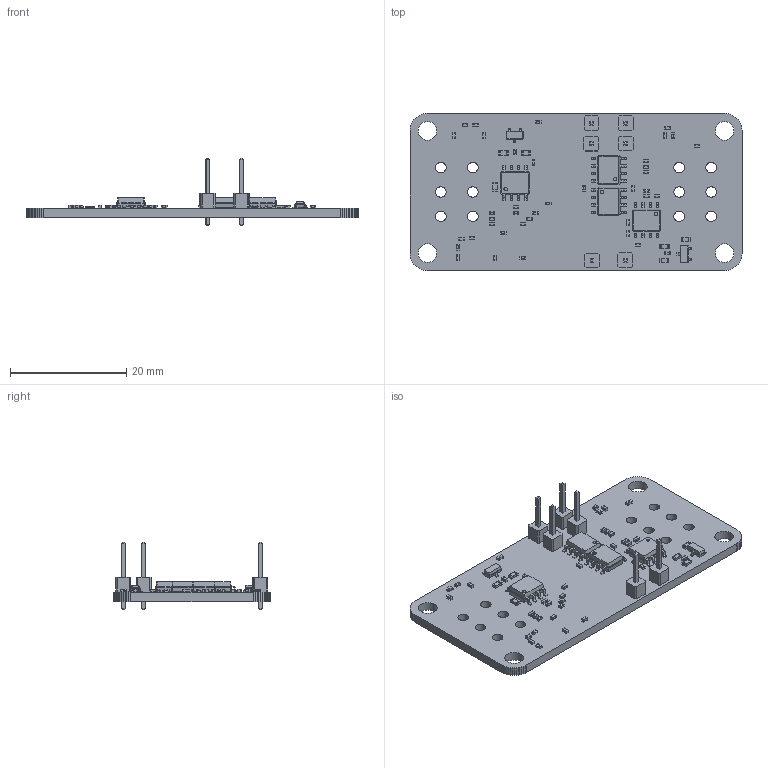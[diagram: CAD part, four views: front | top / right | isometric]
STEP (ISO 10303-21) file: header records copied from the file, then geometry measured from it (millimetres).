
FILE_DESCRIPTION(('KiCad electronic assembly'),'2;1');
FILE_NAME('CANRepIso.step','2023-04-14T14:23:23',('Pcbnew'),('Kicad'), 'Open CASCADE STEP processor 7.6','KiCad to STEP converter','Unknown' );
FILE_SCHEMA(('AUTOMOTIVE_DESIGN { 1 0 10303 214 1 1 1 1 }'));
Length unit declared in the file: millimetre
Products named in the file (16): CANRepIso 1; C_0402_1005Metric; SOLID; R_0402_1005Metric; R_0603_1608Metric; SOIC-8_3.9x4.9mm_P1.27mm; LED_0402_1005Metric; PinHeader_1x01_P2.54mm_Vertical; SOT-23; PCB
Assembly tree (65 placements, depth 3):
  CANRepIso 1
    C_0402_1005Metric  x23
      SOLID
    R_0402_1005Metric  x10
      SOLID
    R_0603_1608Metric  x6
      SOLID
    SOIC-8_3.9x4.9mm_P1.27mm  x4
      SOLID
    LED_0402_1005Metric  x6
      SOLID
    PinHeader_1x01_P2.54mm_Vertical  x6
      SOLID
    SOT-23  x2
      SOLID
    PCB
Bounding box: 57 x 27 x 11.54 mm (x, y, z)
Volume: 2580.9 mm3; surface area: 4216.7 mm2
Topology: 58 solids, 58 shells, 2388 faces, 6144 edges, 3940 vertices
Faces by surface type: plane 1576, cylinder 630, bspline 182
Full cylindrical faces by diameter (mm): 0.6 x4, 1 x6, 1.8 x12, 3.2 x4
Entity records: 34258 total; most frequent: CARTESIAN_POINT 6384, DIRECTION 4565, LINE 3110, VECTOR 3110, ORIENTED_EDGE 2468, PCURVE 2468, DEFINITIONAL_REPRESENTATION 2468, EDGE_CURVE 1234
